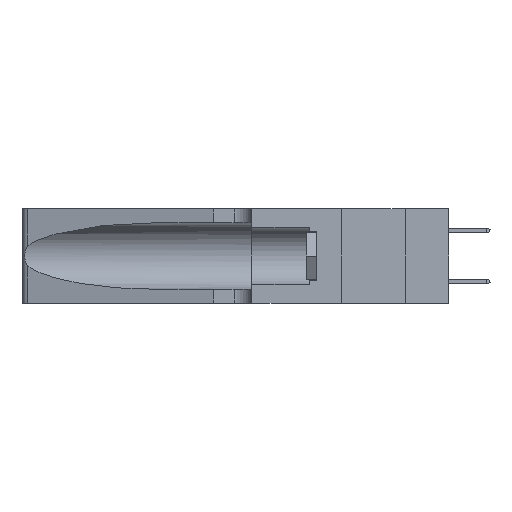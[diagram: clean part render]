
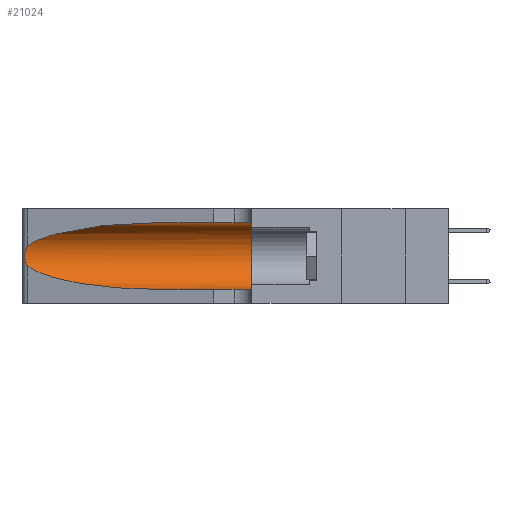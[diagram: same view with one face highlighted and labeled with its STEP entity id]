
A CAD part, left-side view. The second image highlights one B-rep face of the part: STEP entity #21024.
In plain terms, the highlighted cylindrical face has radius 3.308 mm (diameter 6.617 mm), a partial arc.
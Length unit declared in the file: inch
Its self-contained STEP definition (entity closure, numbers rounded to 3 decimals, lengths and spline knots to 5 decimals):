
#470 = FACE_OUTER_BOUND ( 'NONE', #20776, .T. ) ;
#1464 = CARTESIAN_POINT ( 'NONE',  ( 0.25487, 1.22718, 0.22369 ) ) ;
#1907 = CARTESIAN_POINT ( 'NONE',  ( 0.26017, 1.23833, 0.17102 ) ) ;
#2585 = CARTESIAN_POINT ( 'NONE',  ( 0.1305, 0.72297, 0.05475 ) ) ;
#3271 = DIRECTION ( 'NONE',  ( 0., -1., 0. ) ) ;
#3366 = CARTESIAN_POINT ( 'NONE',  ( 0.1305, 0.35, 0.05475 ) ) ;
#3527 = ORIENTED_EDGE ( 'NONE', *, *, #6416, .T. ) ;
#3962 = CARTESIAN_POINT ( 'NONE',  ( 0.1305, 0.35, 0.185 ) ) ;
#4116 = LINE ( 'NONE', #18166, #6003 ) ;
#4196 = CARTESIAN_POINT ( 'NONE',  ( 0.1305, 0.72297, 0.31525 ) ) ;
#4459 = CARTESIAN_POINT ( 'NONE',  ( 0.25639, 1.23186, 0.15144 ) ) ;
#4638 = CARTESIAN_POINT ( 'NONE',  ( 0.25555, 1.22993, 0.14849 ) ) ;
#4909 = EDGE_CURVE ( 'NONE', #15287, #17593, #22972, .T. ) ;
#4943 =( BOUNDED_CURVE ( )  B_SPLINE_CURVE ( 3, ( #25324, #12848, #13115, #7117 ),
 .UNSPECIFIED., .F., .T. ) 
 B_SPLINE_CURVE_WITH_KNOTS ( ( 4, 4 ),
 ( 1.5708, 2.84003 ),
 .UNSPECIFIED. ) 
 CURVE ( )  GEOMETRIC_REPRESENTATION_ITEM ( )  RATIONAL_B_SPLINE_CURVE ( ( 1., 0.87, 0.87, 1. ) ) 
 REPRESENTATION_ITEM ( '' )  );
#5277 = AXIS2_PLACEMENT_3D ( 'NONE', #3962, #20089, #22009 ) ;
#5453 = DIRECTION ( 'NONE',  ( 0., -1., 0. ) ) ;
#6003 = VECTOR ( 'NONE', #5453, 39.37008 ) ;
#6416 = EDGE_CURVE ( 'NONE', #23045, #25570, #15232, .T. ) ;
#6726 = VERTEX_POINT ( 'NONE', #4196 ) ;
#7117 = CARTESIAN_POINT ( 'NONE',  ( 0.25487, 1.22718, 0.22369 ) ) ;
#7163 = CARTESIAN_POINT ( 'NONE',  ( 0.1305, 0.72297, 0.05475 ) ) ;
#7173 = EDGE_CURVE ( 'NONE', #6726, #11737, #4116, .T. ) ;
#7254 = DIRECTION ( 'NONE',  ( 0., -1., 0. ) ) ;
#8589 = CARTESIAN_POINT ( 'NONE',  ( 0.25487, 1.22718, 0.22369 ) ) ;
#8894 = CARTESIAN_POINT ( 'NONE',  ( 0.18966, 0.96281, 0.05475 ) ) ;
#9213 = EDGE_CURVE ( 'NONE', #6726, #15287, #4943, .T. ) ;
#9370 = CARTESIAN_POINT ( 'NONE',  ( 0.25487, 1.22718, 0.14631 ) ) ;
#9393 = CYLINDRICAL_SURFACE ( 'NONE', #19279, 0.13025 ) ;
#9903 = VECTOR ( 'NONE', #3271, 39.37008 ) ;
#10070 = CARTESIAN_POINT ( 'NONE',  ( 0.25555, 1.22994, 0.2215 ) ) ;
#10285 = ORIENTED_EDGE ( 'NONE', *, *, #25960, .T. ) ;
#10324 = CARTESIAN_POINT ( 'NONE',  ( 0.25639, 1.23184, 0.21858 ) ) ;
#11737 = VERTEX_POINT ( 'NONE', #25955 ) ;
#11987 = CARTESIAN_POINT ( 'NONE',  ( 0.25787, 1.23484, 0.2124 ) ) ;
#12155 = CARTESIAN_POINT ( 'NONE',  ( 0.26075, 1.23896, 0.19203 ) ) ;
#12635 = CARTESIAN_POINT ( 'NONE',  ( 0.2373, 1.15595, 0.08982 ) ) ;
#12848 = CARTESIAN_POINT ( 'NONE',  ( 0.18966, 0.96281, 0.31525 ) ) ;
#13092 = ORIENTED_EDGE ( 'NONE', *, *, #9213, .T. ) ;
#13115 = CARTESIAN_POINT ( 'NONE',  ( 0.2373, 1.15595, 0.28018 ) ) ;
#13848 =( BOUNDED_CURVE ( )  B_SPLINE_CURVE ( 3, ( #23071, #12635, #8894, #2585 ),
 .UNSPECIFIED., .F., .F. ) 
 B_SPLINE_CURVE_WITH_KNOTS ( ( 4, 4 ),
 ( 3.44316, 4.71239 ),
 .UNSPECIFIED. ) 
 CURVE ( )  GEOMETRIC_REPRESENTATION_ITEM ( )  RATIONAL_B_SPLINE_CURVE ( ( 1., 0.87, 0.87, 1. ) ) 
 REPRESENTATION_ITEM ( '' )  );
#14169 = CARTESIAN_POINT ( 'NONE',  ( 0.26075, 1.23896, 0.178 ) ) ;
#14674 = CARTESIAN_POINT ( 'NONE',  ( 0.25487, 1.22718, 0.14631 ) ) ;
#14887 = EDGE_CURVE ( 'NONE', #11737, #25570, #15935, .T. ) ;
#15232 = LINE ( 'NONE', #15324, #9903 ) ;
#15287 = VERTEX_POINT ( 'NONE', #8589 ) ;
#15324 = CARTESIAN_POINT ( 'NONE',  ( 0.1305, 1.61858, 0.05475 ) ) ;
#15935 = CIRCLE ( 'NONE', #5277, 0.13025 ) ;
#16036 = CARTESIAN_POINT ( 'NONE',  ( 0.25856, 1.23593, 0.16098 ) ) ;
#16125 = CARTESIAN_POINT ( 'NONE',  ( 0.26018, 1.23835, 0.19895 ) ) ;
#17593 = VERTEX_POINT ( 'NONE', #9370 ) ;
#18166 = CARTESIAN_POINT ( 'NONE',  ( 0.1305, 1.61858, 0.31525 ) ) ;
#19279 = AXIS2_PLACEMENT_3D ( 'NONE', #25283, #7254, #23238 ) ;
#20089 = DIRECTION ( 'NONE',  ( 0., 1., 0. ) ) ;
#20193 = ORIENTED_EDGE ( 'NONE', *, *, #7173, .F. ) ;
#20776 = EDGE_LOOP ( 'NONE', ( #13092, #21649, #10285, #3527, #22536, #20193 ) ) ;
#21024 = ADVANCED_FACE ( 'NONE', ( #470 ), #9393, .F. ) ;
#21649 = ORIENTED_EDGE ( 'NONE', *, *, #4909, .T. ) ;
#22009 = DIRECTION ( 'NONE',  ( 0., 0., 1. ) ) ;
#22289 = CARTESIAN_POINT ( 'NONE',  ( 0.25854, 1.2359, 0.20912 ) ) ;
#22536 = ORIENTED_EDGE ( 'NONE', *, *, #14887, .F. ) ;
#22814 = CARTESIAN_POINT ( 'NONE',  ( 0.25789, 1.23486, 0.15765 ) ) ;
#22972 = B_SPLINE_CURVE_WITH_KNOTS ( 'NONE', 3,
 ( #1464, #10070, #10324, #11987, #22289, #16125, #12155, #14169, #1907, #16036, #22814, #4459, #4638, #14674 ),
 .UNSPECIFIED., .F., .F.,
 ( 4, 2, 2, 2, 2, 2, 4 ),
 ( 0., 0.00027, 0.00053, 0.00107, 0.0016, 0.00187, 0.00214 ),
 .UNSPECIFIED. ) ;
#23045 = VERTEX_POINT ( 'NONE', #7163 ) ;
#23071 = CARTESIAN_POINT ( 'NONE',  ( 0.25487, 1.22718, 0.14631 ) ) ;
#23238 = DIRECTION ( 'NONE',  ( 0., 0., -1. ) ) ;
#25283 = CARTESIAN_POINT ( 'NONE',  ( 0.1305, 1.61858, 0.185 ) ) ;
#25324 = CARTESIAN_POINT ( 'NONE',  ( 0.1305, 0.72297, 0.31525 ) ) ;
#25570 = VERTEX_POINT ( 'NONE', #3366 ) ;
#25955 = CARTESIAN_POINT ( 'NONE',  ( 0.1305, 0.35, 0.31525 ) ) ;
#25960 = EDGE_CURVE ( 'NONE', #17593, #23045, #13848, .T. ) ;
